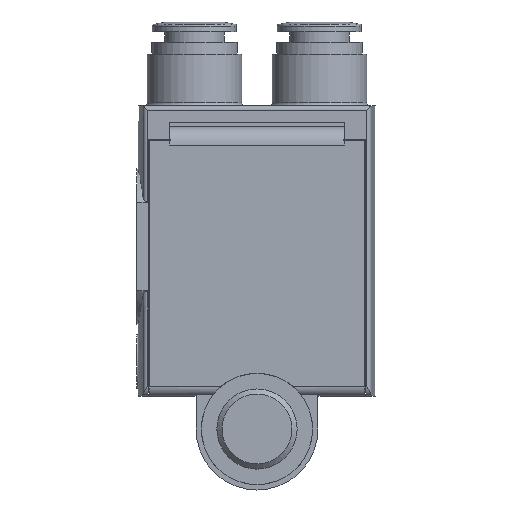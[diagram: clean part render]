
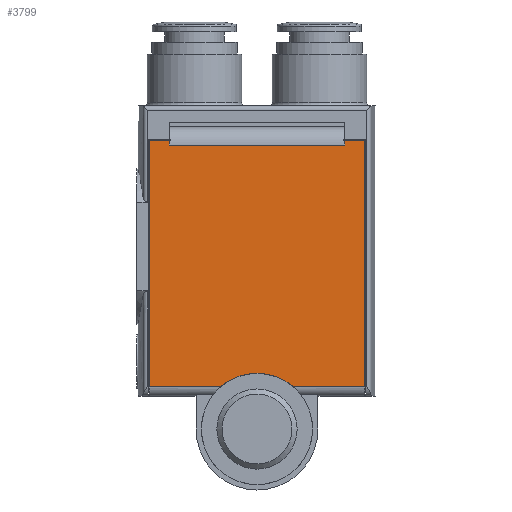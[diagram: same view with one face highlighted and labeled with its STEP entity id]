
A CAD part, front view. The second image highlights one B-rep face of the part: STEP entity #3799.
In plain terms, the highlighted planar face has unit normal (0, -1, 0).
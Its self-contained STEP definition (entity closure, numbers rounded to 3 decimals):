
#40=PLANE('',#3997);
#200=LINE('',#5101,#446);
#201=LINE('',#5109,#447);
#232=LINE('',#5221,#478);
#233=LINE('',#5223,#479);
#234=LINE('',#5225,#480);
#235=LINE('',#5227,#481);
#236=LINE('',#5229,#482);
#237=LINE('',#5231,#483);
#238=LINE('',#5233,#484);
#446=VECTOR('',#4289,1000.);
#447=VECTOR('',#4292,1000.);
#478=VECTOR('',#4357,1000.);
#479=VECTOR('',#4358,1000.);
#480=VECTOR('',#4359,1000.);
#481=VECTOR('',#4360,1000.);
#482=VECTOR('',#4361,1000.);
#483=VECTOR('',#4362,1000.);
#484=VECTOR('',#4363,1000.);
#771=ORIENTED_EDGE('',*,*,#1539,.F.);
#772=ORIENTED_EDGE('',*,*,#1492,.F.);
#773=ORIENTED_EDGE('',*,*,#1540,.T.);
#774=ORIENTED_EDGE('',*,*,#1541,.T.);
#775=ORIENTED_EDGE('',*,*,#1542,.T.);
#776=ORIENTED_EDGE('',*,*,#1543,.T.);
#777=ORIENTED_EDGE('',*,*,#1544,.F.);
#778=ORIENTED_EDGE('',*,*,#1545,.T.);
#779=ORIENTED_EDGE('',*,*,#1546,.T.);
#780=ORIENTED_EDGE('',*,*,#1494,.F.);
#1492=EDGE_CURVE('',#1879,#1875,#200,.T.);
#1494=EDGE_CURVE('',#1880,#1882,#201,.T.);
#1539=EDGE_CURVE('',#1875,#1880,#2132,.F.);
#1540=EDGE_CURVE('',#1879,#1920,#232,.T.);
#1541=EDGE_CURVE('',#1920,#1921,#233,.T.);
#1542=EDGE_CURVE('',#1921,#1922,#234,.T.);
#1543=EDGE_CURVE('',#1922,#1923,#235,.T.);
#1544=EDGE_CURVE('',#1924,#1923,#236,.T.);
#1545=EDGE_CURVE('',#1924,#1925,#237,.T.);
#1546=EDGE_CURVE('',#1925,#1882,#238,.T.);
#1875=VERTEX_POINT('',#5092);
#1879=VERTEX_POINT('',#5100);
#1880=VERTEX_POINT('',#5107);
#1882=VERTEX_POINT('',#5110);
#1920=VERTEX_POINT('',#5222);
#1921=VERTEX_POINT('',#5224);
#1922=VERTEX_POINT('',#5226);
#1923=VERTEX_POINT('',#5228);
#1924=VERTEX_POINT('',#5230);
#1925=VERTEX_POINT('',#5232);
#2132=CIRCLE('',#3998,9.125);
#2217=EDGE_LOOP('',(#771,#772,#773,#774,#775,#776,#777,#778,#779,#780));
#2420=FACE_BOUND('',#2217,.T.);
#3799=ADVANCED_FACE('',(#2420),#40,.F.);
#3997=AXIS2_PLACEMENT_3D('',#5219,#4353,#4354);
#3998=AXIS2_PLACEMENT_3D('',#5220,#4355,#4356);
#4289=DIRECTION('',(-1.,0.,0.));
#4292=DIRECTION('',(-1.,0.,0.));
#4353=DIRECTION('',(0.,1.,0.));
#4354=DIRECTION('',(0.,0.,1.));
#4355=DIRECTION('',(0.,1.,0.));
#4356=DIRECTION('',(0.,0.,1.));
#4357=DIRECTION('',(0.,0.,1.));
#4358=DIRECTION('',(-1.,0.,0.));
#4359=DIRECTION('',(0.,0.,-1.));
#4360=DIRECTION('',(-1.,0.,0.));
#4361=DIRECTION('',(0.,0.,-1.));
#4362=DIRECTION('',(-1.,0.,0.));
#4363=DIRECTION('',(0.,0.,-1.));
#5092=CARTESIAN_POINT('',(5.913,-10.5,1.6));
#5100=CARTESIAN_POINT('',(17.7,-10.5,1.6));
#5101=CARTESIAN_POINT('',(19.75,-10.5,1.6));
#5107=CARTESIAN_POINT('',(-5.913,-10.5,1.6));
#5109=CARTESIAN_POINT('',(19.75,-10.5,1.6));
#5110=CARTESIAN_POINT('',(-17.7,-10.5,1.6));
#5219=CARTESIAN_POINT('',(-17.985,-10.5,47.65));
#5220=CARTESIAN_POINT('',(0.,-10.5,-5.35));
#5221=CARTESIAN_POINT('',(17.7,-10.5,0.01));
#5222=CARTESIAN_POINT('',(17.7,-10.5,42.));
#5223=CARTESIAN_POINT('',(17.7,-10.5,42.));
#5224=CARTESIAN_POINT('',(14.396,-10.5,42.));
#5225=CARTESIAN_POINT('',(14.396,-10.5,47.65));
#5226=CARTESIAN_POINT('',(14.396,-10.5,41.2));
#5227=CARTESIAN_POINT('',(14.396,-10.5,41.2));
#5228=CARTESIAN_POINT('',(-14.396,-10.5,41.2));
#5229=CARTESIAN_POINT('',(-14.396,-10.5,47.65));
#5230=CARTESIAN_POINT('',(-14.396,-10.5,42.));
#5231=CARTESIAN_POINT('',(-14.247,-10.5,42.));
#5232=CARTESIAN_POINT('',(-17.7,-10.5,42.));
#5233=CARTESIAN_POINT('',(-17.7,-10.5,42.));
